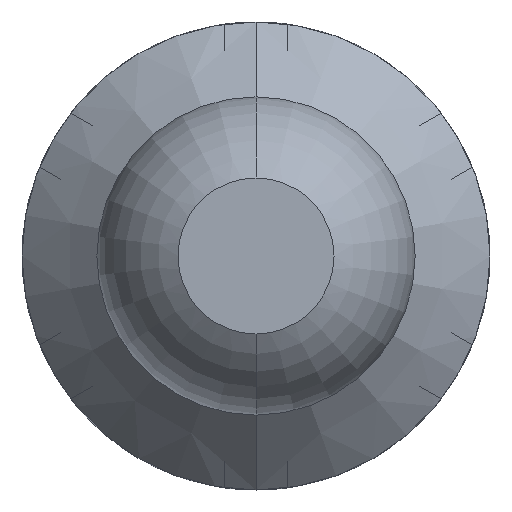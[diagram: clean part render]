
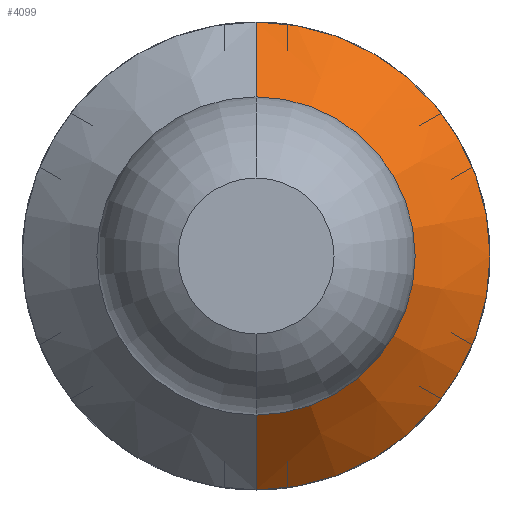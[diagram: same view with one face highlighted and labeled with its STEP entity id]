
A CAD part, front view. The second image highlights one B-rep face of the part: STEP entity #4099.
In plain terms, the highlighted conical face has half-angle 45 degrees and reference radius 0.75 mm.
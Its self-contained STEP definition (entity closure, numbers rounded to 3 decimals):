
#100 = DIRECTION ( 'NONE',  ( 0., 0., 1. ) ) ;
#150 = CIRCLE ( 'NONE', #542, 0.315 ) ;
#204 = EDGE_CURVE ( 'NONE', #3954, #2720, #1574, .T. ) ;
#407 = EDGE_CURVE ( 'NONE', #2671, #2101, #4288, .T. ) ;
#418 = CARTESIAN_POINT ( 'NONE',  ( 0., 6.835, 0. ) ) ;
#542 = AXIS2_PLACEMENT_3D ( 'NONE', #2178, #1462, #3650 ) ;
#594 = CARTESIAN_POINT ( 'NONE',  ( 0., 6.835, -0.75 ) ) ;
#1002 = CARTESIAN_POINT ( 'NONE',  ( 0., 6.835, 0.75 ) ) ;
#1214 = CONICAL_SURFACE ( 'NONE', #3312, 0.75, 0.785 ) ;
#1231 = EDGE_LOOP ( 'NONE', ( #4117, #2391, #2605, #2868 ) ) ;
#1323 = FACE_OUTER_BOUND ( 'NONE', #1231, .T. ) ;
#1462 = DIRECTION ( 'NONE',  ( 0., 1., 0. ) ) ;
#1512 = DIRECTION ( 'NONE',  ( 0., 1., 0. ) ) ;
#1574 = LINE ( 'NONE', #594, #3621 ) ;
#1788 = CIRCLE ( 'NONE', #2527, 0.75 ) ;
#2002 = CARTESIAN_POINT ( 'NONE',  ( 0., 6.835, 0.75 ) ) ;
#2101 = VERTEX_POINT ( 'NONE', #1002 ) ;
#2178 = CARTESIAN_POINT ( 'NONE',  ( 0., 6.4, 0. ) ) ;
#2250 = CARTESIAN_POINT ( 'NONE',  ( 0., 6.835, -0.75 ) ) ;
#2391 = ORIENTED_EDGE ( 'NONE', *, *, #204, .T. ) ;
#2527 = AXIS2_PLACEMENT_3D ( 'NONE', #4410, #1512, #100 ) ;
#2605 = ORIENTED_EDGE ( 'NONE', *, *, #4059, .F. ) ;
#2625 = DIRECTION ( 'NONE',  ( 0., 1., 0. ) ) ;
#2671 = VERTEX_POINT ( 'NONE', #3654 ) ;
#2720 = VERTEX_POINT ( 'NONE', #2250 ) ;
#2868 = ORIENTED_EDGE ( 'NONE', *, *, #407, .F. ) ;
#2917 = DIRECTION ( 'NONE',  ( 0., 0., 1. ) ) ;
#3010 = EDGE_CURVE ( 'Defeature ausgef�hrt2_21+Defeature ausgef�hrt2_7+Defeature ausgef�hrt2_7+Defeature ausgef�hrt2_7', #2671, #3954, #150, .T. ) ;
#3312 = AXIS2_PLACEMENT_3D ( 'NONE', #418, #2625, #2917 ) ;
#3334 = VECTOR ( 'NONE', #3788, 1000. ) ;
#3621 = VECTOR ( 'NONE', #4205, 1000. ) ;
#3650 = DIRECTION ( 'NONE',  ( 0., 0., 1. ) ) ;
#3654 = CARTESIAN_POINT ( 'NONE',  ( 0., 6.4, 0.315 ) ) ;
#3788 = DIRECTION ( 'NONE',  ( 0., 0.707, 0.707 ) ) ;
#3954 = VERTEX_POINT ( 'NONE', #4256 ) ;
#4059 = EDGE_CURVE ( 'Defeature ausgef�hrt2_20+Defeature ausgef�hrt2_21+Defeature ausgef�hrt2_21+Defeature ausgef�hrt2_21', #2101, #2720, #1788, .T. ) ;
#4099 = ADVANCED_FACE ( 'Defeature ausgef�hrt2_21', ( #1323 ), #1214, .T. ) ;
#4117 = ORIENTED_EDGE ( 'NONE', *, *, #3010, .T. ) ;
#4205 = DIRECTION ( 'NONE',  ( 0., 0.707, -0.707 ) ) ;
#4256 = CARTESIAN_POINT ( 'NONE',  ( 0., 6.4, -0.315 ) ) ;
#4288 = LINE ( 'NONE', #2002, #3334 ) ;
#4410 = CARTESIAN_POINT ( 'NONE',  ( 0., 6.835, 0. ) ) ;
